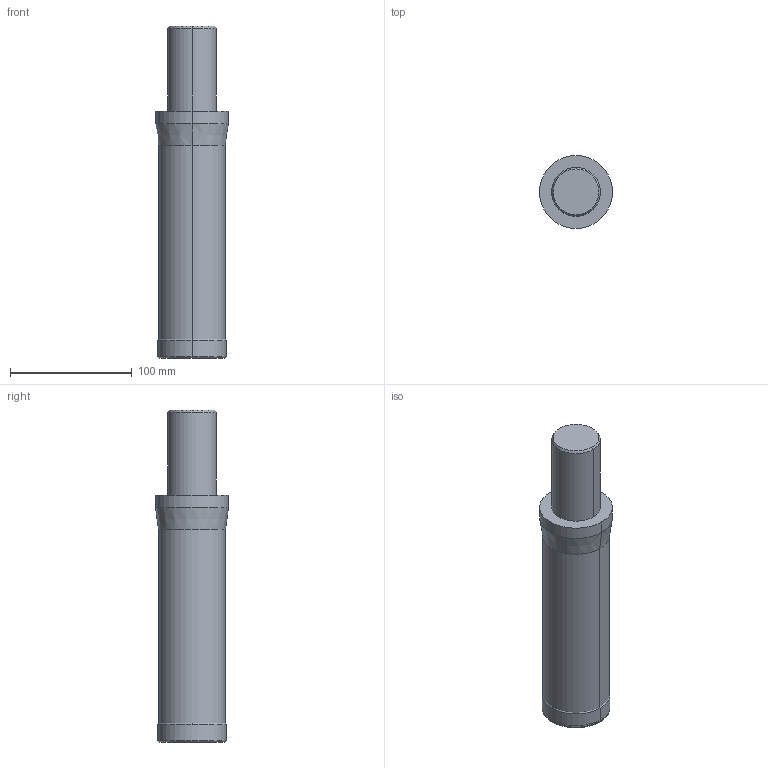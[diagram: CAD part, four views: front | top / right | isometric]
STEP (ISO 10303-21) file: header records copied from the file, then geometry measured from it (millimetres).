
FILE_DESCRIPTION(('no description'),'unknown implementation level');
FILE_NAME('solidu1Jmby8oHA2_65lAcoo20woceuM_1.STP',' ',('CIM GmbH Aachen'),('CADClick - KiM GmbH - www.kimweb.de'),'unknown preprocess','ACIS','unknown authorization');
FILE_SCHEMA(('automotive_design'));
Length unit declared in the file: millimetre
Products named in the file (2): 1; 2
Bounding box: 60 x 60 x 273 mm (x, y, z)
Volume: 611255.7 mm3; surface area: 56380.3 mm2
Topology: 2 solids, 2 shells, 39 faces, 96 edges, 63 vertices
Faces by surface type: cylinder 16, plane 11, torus 8, cone 4
Entity records: 2600 total; most frequent: CARTESIAN_POINT 484, DIRECTION 223, STYLED_ITEM 200, PRESENTATION_STYLE_ASSIGNMENT 200, COLOUR_RGB 200, ORIENTED_EDGE 192, AXIS2_PLACEMENT_3D 97, EDGE_CURVE 96
